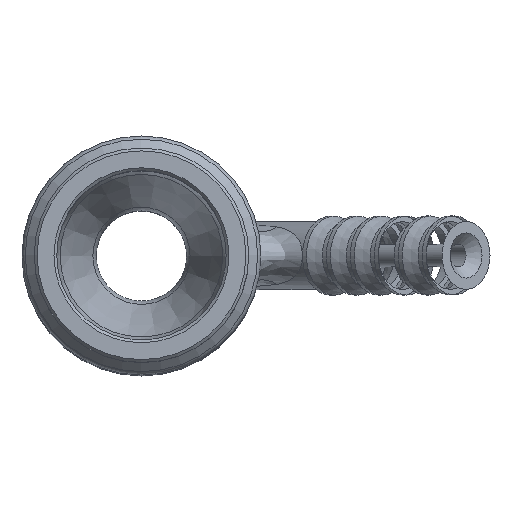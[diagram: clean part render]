
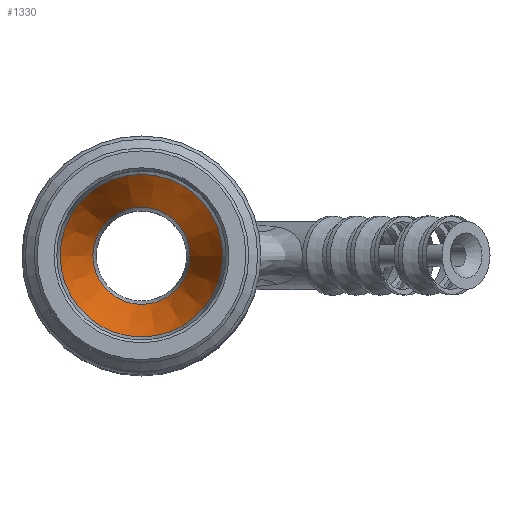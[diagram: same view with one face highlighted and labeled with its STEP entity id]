
A CAD part, top view. The second image highlights one B-rep face of the part: STEP entity #1330.
In plain terms, the highlighted conical face has half-angle 20 degrees and reference radius 5.75 mm.
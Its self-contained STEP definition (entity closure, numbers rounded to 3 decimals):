
#192=FACE_OUTER_BOUND('',#285,.T.);
#285=EDGE_LOOP('',(#1216,#1217,#1218,#1219,#1220,#1221));
#348=LINE('',#2738,#409);
#409=VECTOR('',#1968,5.75);
#515=CIRCLE('',#1529,7.198);
#516=CIRCLE('',#1530,7.198);
#517=CIRCLE('',#1532,4.302);
#518=CIRCLE('',#1533,4.302);
#641=VERTEX_POINT('',#2731);
#642=VERTEX_POINT('',#2733);
#643=VERTEX_POINT('',#2737);
#644=VERTEX_POINT('',#2739);
#835=EDGE_CURVE('',#641,#642,#515,.T.);
#836=EDGE_CURVE('',#642,#641,#516,.T.);
#837=EDGE_CURVE('',#641,#643,#348,.T.);
#838=EDGE_CURVE('',#644,#643,#517,.T.);
#839=EDGE_CURVE('',#643,#644,#518,.T.);
#1216=ORIENTED_EDGE('',*,*,#836,.F.);
#1217=ORIENTED_EDGE('',*,*,#835,.F.);
#1218=ORIENTED_EDGE('',*,*,#837,.T.);
#1219=ORIENTED_EDGE('',*,*,#838,.F.);
#1220=ORIENTED_EDGE('',*,*,#839,.F.);
#1221=ORIENTED_EDGE('',*,*,#837,.F.);
#1251=CONICAL_SURFACE('',#1531,5.75,0.349);
#1330=ADVANCED_FACE('',(#192),#1251,.F.);
#1529=AXIS2_PLACEMENT_3D('',#2734,#1962,#1963);
#1530=AXIS2_PLACEMENT_3D('',#2735,#1964,#1965);
#1531=AXIS2_PLACEMENT_3D('',#2736,#1966,#1967);
#1532=AXIS2_PLACEMENT_3D('',#2740,#1969,#1970);
#1533=AXIS2_PLACEMENT_3D('',#2741,#1971,#1972);
#1962=DIRECTION('center_axis',(0.,0.,-1.));
#1963=DIRECTION('ref_axis',(-1.,0.,0.));
#1964=DIRECTION('center_axis',(0.,0.,-1.));
#1965=DIRECTION('ref_axis',(-1.,0.,0.));
#1966=DIRECTION('center_axis',(0.,0.,1.));
#1967=DIRECTION('ref_axis',(1.,0.,0.));
#1968=DIRECTION('',(0.342,0.,-0.94));
#1969=DIRECTION('center_axis',(0.,0.,
1.));
#1970=DIRECTION('ref_axis',(-1.,0.,0.));
#1971=DIRECTION('center_axis',(0.,0.,
1.));
#1972=DIRECTION('ref_axis',(-1.,0.,0.));
#2731=CARTESIAN_POINT('',(-7.198,0.,20.788));
#2733=CARTESIAN_POINT('',(7.198,0.,20.788));
#2734=CARTESIAN_POINT('Origin',(0.,0.,
20.788));
#2735=CARTESIAN_POINT('Origin',(0.,0.,
20.788));
#2736=CARTESIAN_POINT('Origin',(0.,0.,16.808));
#2737=CARTESIAN_POINT('',(-4.302,0.,12.828));
#2738=CARTESIAN_POINT('',(-5.75,0.,16.808));
#2739=CARTESIAN_POINT('',(4.302,0.,12.828));
#2740=CARTESIAN_POINT('Origin',(0.,0.,
12.828));
#2741=CARTESIAN_POINT('Origin',(0.,0.,
12.828));
